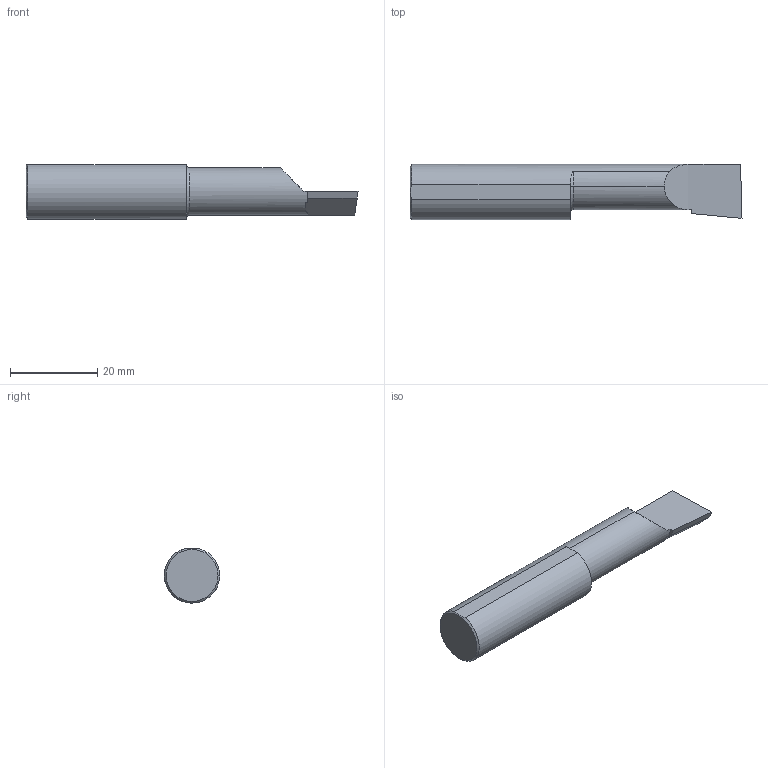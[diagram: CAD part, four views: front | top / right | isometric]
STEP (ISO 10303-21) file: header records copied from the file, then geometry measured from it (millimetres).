
FILE_DESCRIPTION (( 'STEP AP203' ), '1' );
FILE_NAME ('212148-LHB4901500.STEP', '2024-08-27T21:22:36', ( '' ), ( '' ), 'SwSTEP 2.0', 'SolidWorks 2024', '' );
FILE_SCHEMA (( 'CONFIG_CONTROL_DESIGN' ));
Length unit declared in the file: inch
Products named in the file (1): 212148-LHB4901500
Bounding box: 76.2 x 12.68 x 12.44 mm (x, y, z)
Volume: 7526.3 mm3; surface area: 2933.1 mm2
Topology: 1 solids, 1 shells, 21 faces, 54 edges, 35 vertices
Faces by surface type: plane 12, cylinder 4, torus 3, cone 2
Entity records: 749 total; most frequent: CARTESIAN_POINT 173, ORIENTED_EDGE 108, DIRECTION 102, EDGE_CURVE 54, AXIS2_PLACEMENT_3D 38, VERTEX_POINT 35, VECTOR 26, LINE 26
